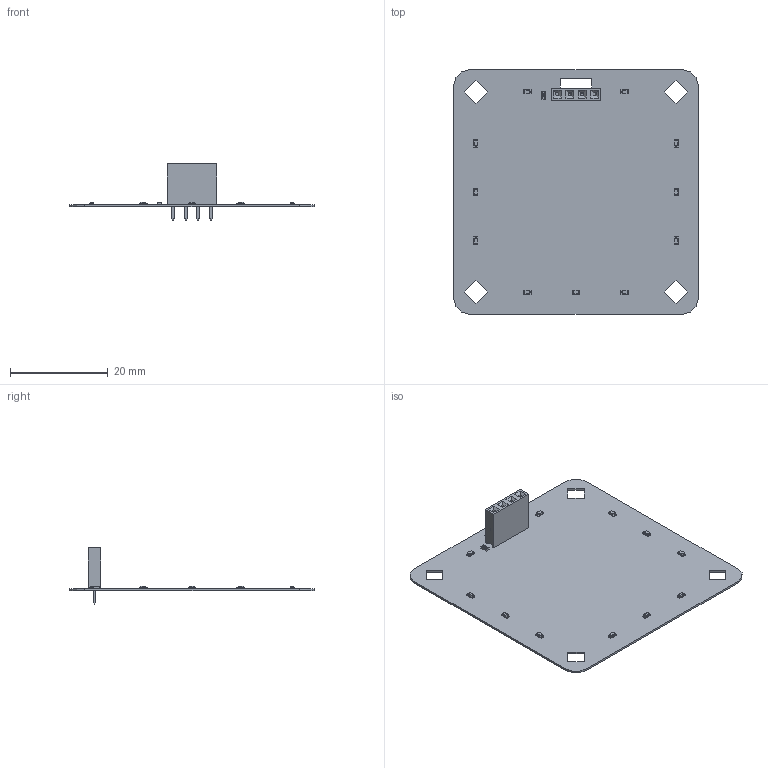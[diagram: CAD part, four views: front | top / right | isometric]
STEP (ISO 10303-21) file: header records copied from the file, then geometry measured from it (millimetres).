
FILE_DESCRIPTION(('Open CASCADE Model'),'2;1');
FILE_NAME('Open CASCADE Shape Model','2020-05-01T11:18:52',('Author'),(=======FILE_NAME('Open CASCADE Shape Model','2020-04-30T20:48:55',('Author'),(>>>>>>> 70ca80c16e2a4c7800a53af1b109e1ecfbf29260 'Open CASCADE'),'Open CASCADE STEP processor 6.8','Open CASCADE 6.8' ,'Unknown');
FILE_SCHEMA(('AUTOMOTIVE_DESIGN { 1 0 10303 214 1 1 1 1 }'));
Length unit declared in the file: millimetre
Products named in the file (35): PCB; Board; D1; PBS-04; D12; LED_0603_Lens_BLUE; LED_0603_Base_BLUE; D11; D10; R1; 0603_resistor; D9; D8; D7; D6; D5; D4; D3; *
Assembly tree (76 placements, depth 3):
  PCB
    Board  x2
    D1  x2
      PBS-04
      LED_0603_Lens_BLUE
      LED_0603_Base_BLUE
    D12
      LED_0603_Lens_BLUE
      LED_0603_Base_BLUE
    D11
      LED_0603_Lens_BLUE
      LED_0603_Base_BLUE
    D10
      LED_0603_Lens_BLUE
      LED_0603_Base_BLUE
    R1
      0603_resistor
    D9
      LED_0603_Lens_BLUE
      LED_0603_Base_BLUE
    D8
      LED_0603_Lens_BLUE
      LED_0603_Base_BLUE
    D7
      LED_0603_Lens_BLUE
      LED_0603_Base_BLUE
    D6
      LED_0603_Lens_BLUE
      LED_0603_Base_BLUE
    D5
      LED_0603_Lens_BLUE
      LED_0603_Base_BLUE
    D4
      LED_0603_Lens_BLUE
      LED_0603_Base_BLUE
    D3
      LED_0603_Lens_BLUE
      LED_0603_Base_BLUE
    D3
      LED_0603_Lens_BLUE
      LED_0603_Base_BLUE
    D4
      LED_0603_Lens_BLUE
      LED_0603_Base_BLUE
    D5
      LED_0603_Lens_BLUE
      LED_0603_Base_BLUE
    D6
      LED_0603_Lens_BLUE
      LED_0603_Base_BLUE
    D7
      LED_0603_Lens_BLUE
      LED_0603_Base_BLUE
    D8
      LED_0603_Lens_BLUE
      LED_0603_Base_BLUE
    D9
      LED_0603_Lens_BLUE
      LED_0603_Base_BLUE
    R1
Bounding box: 50 x 50 x 11.6 mm (x, y, z)
Volume: 1121.4 mm3
Topology: 26 solids, 92 shells, 666 faces, 1822 edges, 1240 vertices
Faces by surface type: plane 492, cylinder 130, sphere 44
Full cylindrical faces by diameter (mm): 0.1 x44, 1.1 x4, 4.8 x4
Entity records: 17125 total; most frequent: CARTESIAN_POINT 3185, ORIENTED_EDGE 2688, DIRECTION 2412, EDGE_CURVE 1344, LINE 1214, VECTOR 1210, VERTEX_POINT 921, AXIS2_PLACEMENT_3D 601
